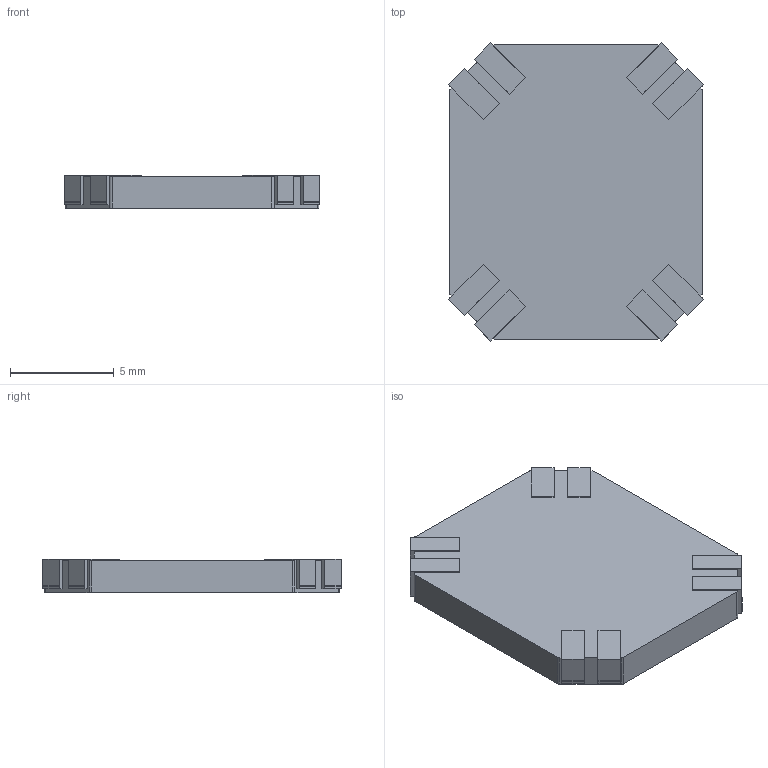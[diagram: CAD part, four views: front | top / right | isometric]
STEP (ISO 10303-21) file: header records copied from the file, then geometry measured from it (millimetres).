
FILE_DESCRIPTION (( 'STEP AP203' ), '1' );
FILE_NAME ('3DC14EM.STEP', '2020-02-27T13:58:37', ( '' ), ( '' ), 'SwSTEP 2.0', 'SolidWorks 2018', '' );
FILE_SCHEMA (( 'CONFIG_CONTROL_DESIGN' ));
Length unit declared in the file: millimetre
Products named in the file (1): 3DC14EM
Bounding box: 12.27 x 14.34 x 1.61 mm (x, y, z)
Volume: 258.6 mm3; surface area: 412.6 mm2
Topology: 1 solids, 1 shells, 89 faces, 290 edges, 204 vertices
Faces by surface type: plane 67, cylinder 22
Entity records: 3297 total; most frequent: CARTESIAN_POINT 704, ORIENTED_EDGE 580, DIRECTION 450, EDGE_CURVE 290, VECTOR 230, LINE 230, VERTEX_POINT 204, AXIS2_PLACEMENT_3D 110
